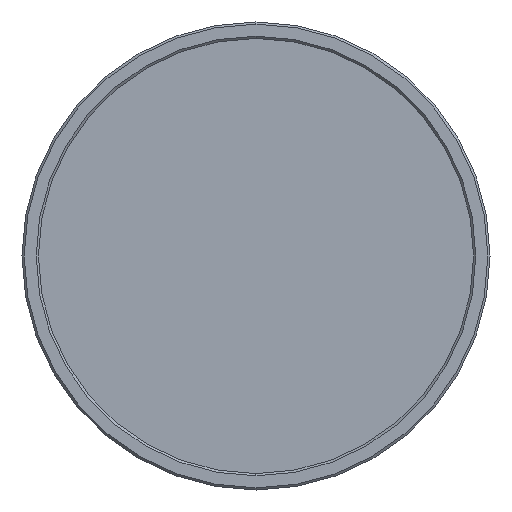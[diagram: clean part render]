
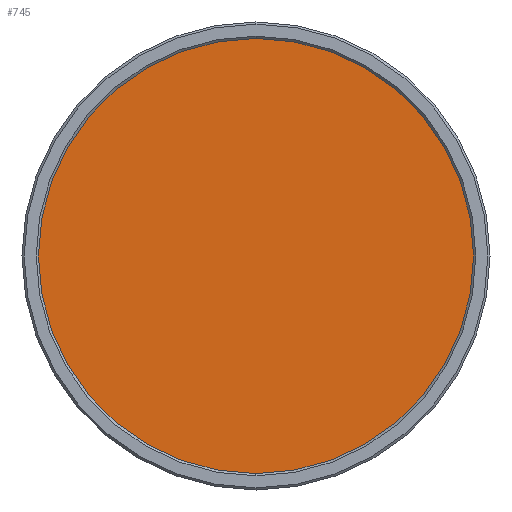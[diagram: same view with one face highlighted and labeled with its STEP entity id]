
A CAD part, left-side view. The second image highlights one B-rep face of the part: STEP entity #745.
In plain terms, the highlighted planar face has unit normal (-1, 0, 0).
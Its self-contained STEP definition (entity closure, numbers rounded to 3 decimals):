
#32 = EDGE_CURVE ( 'NONE', #1677, #1691, #1719, .T. ) ;
#53 = EDGE_CURVE ( 'NONE', #1691, #1677, #1806, .T. ) ;
#178 = DIRECTION ( 'NONE',  ( 1., 0., 0. ) ) ;
#189 = PLANE ( 'NONE',  #596 ) ;
#190 = CARTESIAN_POINT ( 'NONE',  ( 2.776, 0., 0. ) ) ;
#195 = DIRECTION ( 'NONE',  ( 0., 0., -1. ) ) ;
#262 = CARTESIAN_POINT ( 'NONE',  ( 2.776, -29.75, 0. ) ) ;
#316 = CARTESIAN_POINT ( 'NONE',  ( 2.776, 29.75, 0. ) ) ;
#596 = AXIS2_PLACEMENT_3D ( 'NONE', #190, #178, #195 ) ;
#745 = ADVANCED_FACE ( 'NONE', ( #1963 ), #189, .F. ) ;
#822 = DIRECTION ( 'NONE',  ( 1., 0., 0. ) ) ;
#826 = DIRECTION ( 'NONE',  ( 0., 0., -1. ) ) ;
#831 = CARTESIAN_POINT ( 'NONE',  ( 2.776, 0., 0. ) ) ;
#1200 = CARTESIAN_POINT ( 'NONE',  ( 2.776, 0., 0. ) ) ;
#1202 = DIRECTION ( 'NONE',  ( 1., 0., 0. ) ) ;
#1203 = DIRECTION ( 'NONE',  ( 0., 0., -1. ) ) ;
#1253 = AXIS2_PLACEMENT_3D ( 'NONE', #1200, #1202, #1203 ) ;
#1263 = AXIS2_PLACEMENT_3D ( 'NONE', #831, #822, #826 ) ;
#1560 = ORIENTED_EDGE ( 'NONE', *, *, #32, .F. ) ;
#1579 = ORIENTED_EDGE ( 'NONE', *, *, #53, .F. ) ;
#1677 = VERTEX_POINT ( 'NONE', #316 ) ;
#1691 = VERTEX_POINT ( 'NONE', #262 ) ;
#1719 = CIRCLE ( 'NONE', #1253, 29.75 ) ;
#1806 = CIRCLE ( 'NONE', #1263, 29.75 ) ;
#1963 = FACE_OUTER_BOUND ( 'NONE', #2105, .T. ) ;
#2105 = EDGE_LOOP ( 'NONE', ( #1579, #1560 ) ) ;
